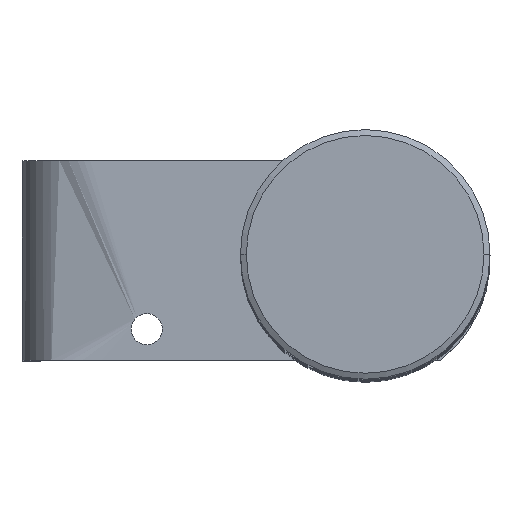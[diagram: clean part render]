
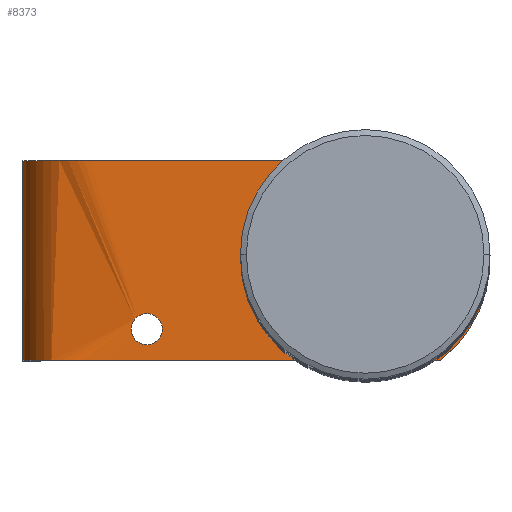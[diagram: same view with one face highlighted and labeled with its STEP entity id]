
A CAD part, top view. The second image highlights one B-rep face of the part: STEP entity #8373.
In plain terms, the highlighted free-form (B-spline) face has degree [1, 2] with [2, 9] control points.
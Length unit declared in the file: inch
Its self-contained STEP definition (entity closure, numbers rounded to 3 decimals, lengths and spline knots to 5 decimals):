
#49 = CARTESIAN_POINT ( 'NONE',  ( 2.79528, 0.62992, 1.9685 ) ) ;
#284 = DIRECTION ( 'NONE',  ( -1., 0., 0. ) ) ;
#559 = CARTESIAN_POINT ( 'NONE',  ( 2.96876, 0.62992, 1.9685 ) ) ;
#655 = CIRCLE ( 'NONE', #8476, 0.44291 ) ;
#676 = VERTEX_POINT ( 'NONE', #5851 ) ;
#762 = CARTESIAN_POINT ( 'NONE',  ( 0., -0.62992, 1.9685 ) ) ;
#835 = EDGE_LOOP ( 'NONE', ( #6507, #6085 ) ) ;
#942 = LINE ( 'NONE', #6109, #4937 ) ;
#1012 = ORIENTED_EDGE ( 'NONE', *, *, #4471, .F. ) ;
#1055 = CARTESIAN_POINT ( 'NONE',  ( 0.43307, 0.62992, 1.9685 ) ) ;
#1212 = CARTESIAN_POINT ( 'NONE',  ( 2.6378, 0.62992, 1.9685 ) ) ;
#1242 = CARTESIAN_POINT ( 'NONE',  ( 0.43307, -0.62992, 1.9685 ) ) ;
#1245 = CARTESIAN_POINT ( 'NONE',  ( 0., -0.62992, 1.53543 ) ) ;
#1287 = DIRECTION ( 'NONE',  ( 0., 0., -1. ) ) ;
#1392 = CARTESIAN_POINT ( 'NONE',  ( 0., -0.62992, 1.53543 ) ) ;
#1644 = DIRECTION ( 'NONE',  ( 0., 0., -1. ) ) ;
#1768 = CARTESIAN_POINT ( 'NONE',  ( 2.6378, 0.62992, 1.9685 ) ) ;
#1829 = AXIS2_PLACEMENT_3D ( 'NONE', #7320, #5953, #284 ) ;
#1844 = CARTESIAN_POINT ( 'NONE',  ( 2.60827, 0., 1.9685 ) ) ;
#1900 = EDGE_LOOP ( 'NONE', ( #4431, #2435 ) ) ;
#1924 = EDGE_CURVE ( 'NONE', #676, #4255, #7102, .T. ) ;
#1992 = CARTESIAN_POINT ( 'NONE',  ( 2.6378, -0.62992, 1.9685 ) ) ;
#2210 = EDGE_CURVE ( 'NONE', #5214, #3757, #2596, .T. ) ;
#2256 = FACE_OUTER_BOUND ( 'NONE', #7111, .T. ) ;
#2333 = VERTEX_POINT ( 'NONE', #3324 ) ;
#2435 = ORIENTED_EDGE ( 'NONE', *, *, #8566, .T. ) ;
#2477 = CARTESIAN_POINT ( 'NONE',  ( 0., 0.62992, 1.53543 ) ) ;
#2596 = CIRCLE ( 'NONE', #5899, 0.44291 ) ;
#2604 = DIRECTION ( 'NONE',  ( 0., 0., -1. ) ) ;
#2713 = DIRECTION ( 'NONE',  ( -1., 0., 0. ) ) ;
#2969 =( BOUNDED_CURVE ( )  B_SPLINE_CURVE ( 2, ( #4587, #5289, #1055, #6011, #1768 ),
 .UNSPECIFIED., .F., .F. ) 
 B_SPLINE_CURVE_WITH_KNOTS ( ( 3, 2, 3 ),
 ( 0., 0.01734, 0.07353 ),
 .UNSPECIFIED. ) 
 CURVE ( )  GEOMETRIC_REPRESENTATION_ITEM ( )  RATIONAL_B_SPLINE_CURVE ( ( 1., 0.707, 1., 1., 1. ) ) 
 REPRESENTATION_ITEM ( '' )  );
#3137 = CARTESIAN_POINT ( 'NONE',  ( 2.6378, -0.62992, 1.9685 ) ) ;
#3208 = EDGE_CURVE ( 'NONE', #6390, #3331, #942, .T. ) ;
#3269 = DIRECTION ( 'NONE',  ( 0., 1., 0. ) ) ;
#3291 = CARTESIAN_POINT ( 'NONE',  ( 0., -0.62992, 1.9685 ) ) ;
#3324 = CARTESIAN_POINT ( 'NONE',  ( 2.6378, 0.62992, 1.9685 ) ) ;
#3331 = VERTEX_POINT ( 'NONE', #5473 ) ;
#3358 = CARTESIAN_POINT ( 'NONE',  ( 2.6378, -0.62992, 1.9685 ) ) ;
#3359 = FACE_BOUND ( 'NONE', #1900, .T. ) ;
#3361 = CARTESIAN_POINT ( 'NONE',  ( 1.53543, -0.62992, 1.9685 ) ) ;
#3365 = AXIS2_PLACEMENT_3D ( 'NONE', #4918, #1287, #2713 ) ;
#3576 = CARTESIAN_POINT ( 'NONE',  ( 2.95276, -0.62992, 1.9685 ) ) ;
#3609 = CARTESIAN_POINT ( 'NONE',  ( 0., -0.62992, 1.53543 ) ) ;
#3757 = VERTEX_POINT ( 'NONE', #1844 ) ;
#4033 = CARTESIAN_POINT ( 'NONE',  ( 0.43307, 0.62992, 1.9685 ) ) ;
#4090 = CARTESIAN_POINT ( 'NONE',  ( 1.53543, -0.62992, 1.9685 ) ) ;
#4255 = VERTEX_POINT ( 'NONE', #8195 ) ;
#4431 = ORIENTED_EDGE ( 'NONE', *, *, #1924, .T. ) ;
#4471 = EDGE_CURVE ( 'NONE', #7398, #6390, #5079, .T. ) ;
#4587 = CARTESIAN_POINT ( 'NONE',  ( 0., 0.62992, 1.53543 ) ) ;
#4738 = CARTESIAN_POINT ( 'NONE',  ( 2.95276, 0.62992, 1.9685 ) ) ;
#4854 = ORIENTED_EDGE ( 'NONE', *, *, #3208, .F. ) ;
#4918 = CARTESIAN_POINT ( 'NONE',  ( 2.16535, 0., 1.9685 ) ) ;
#4937 = VECTOR ( 'NONE', #3269, 39.37008 ) ;
#5079 =( BOUNDED_CURVE ( )  B_SPLINE_CURVE ( 2, ( #1992, #3361, #8964, #3291, #1245 ),
 .UNSPECIFIED., .F., .F. ) 
 B_SPLINE_CURVE_WITH_KNOTS ( ( 3, 2, 3 ),
 ( 0., 0.05581, 0.07303 ),
 .UNSPECIFIED. ) 
 CURVE ( )  GEOMETRIC_REPRESENTATION_ITEM ( )  RATIONAL_B_SPLINE_CURVE ( ( 1., 1., 1., 0.707, 1. ) ) 
 REPRESENTATION_ITEM ( '' )  );
#5099 = ORIENTED_EDGE ( 'NONE', *, *, #8698, .F. ) ;
#5182 = CARTESIAN_POINT ( 'NONE',  ( 0.7874, -0.43307, 1.9685 ) ) ;
#5183 = EDGE_CURVE ( 'NONE', #2333, #7398, #7640, .T. ) ;
#5211 = DIRECTION ( 'NONE',  ( -1., 0., 0. ) ) ;
#5214 = VERTEX_POINT ( 'NONE', #5595 ) ;
#5259 = DIRECTION ( 'NONE',  ( -1., 0., 0. ) ) ;
#5289 = CARTESIAN_POINT ( 'NONE',  ( 0., 0.62992, 1.9685 ) ) ;
#5454 = EDGE_CURVE ( 'NONE', #3757, #5214, #655, .T. ) ;
#5473 = CARTESIAN_POINT ( 'NONE',  ( 0., 0.62992, 1.53543 ) ) ;
#5479 = CARTESIAN_POINT ( 'NONE',  ( 2.79528, -0.62992, 1.9685 ) ) ;
#5595 = CARTESIAN_POINT ( 'NONE',  ( 1.72244, 0., 1.9685 ) ) ;
#5645 = AXIS2_PLACEMENT_3D ( 'NONE', #5182, #7375, #5259 ) ;
#5851 = CARTESIAN_POINT ( 'NONE',  ( 0.68898, -0.43307, 1.9685 ) ) ;
#5899 = AXIS2_PLACEMENT_3D ( 'NONE', #6022, #2604, #9001 ) ;
#5953 = DIRECTION ( 'NONE',  ( 0., 0., -1. ) ) ;
#6011 = CARTESIAN_POINT ( 'NONE',  ( 1.53543, 0.62992, 1.9685 ) ) ;
#6022 = CARTESIAN_POINT ( 'NONE',  ( 2.16535, 0., 1.9685 ) ) ;
#6085 = ORIENTED_EDGE ( 'NONE', *, *, #5454, .T. ) ;
#6109 = CARTESIAN_POINT ( 'NONE',  ( 0., 0.62992, 1.53543 ) ) ;
#6189 = CARTESIAN_POINT ( 'NONE',  ( 2.98476, -0.62992, 1.9685 ) ) ;
#6248 =( BOUNDED_SURFACE ( )  B_SPLINE_SURFACE ( 1, 2, ( 
 ( #2477, #7524, #4033, #8994, #1212, #49, #4738, #559, #8542 ),
 ( #3609, #762, #1242, #4090, #3358, #5479, #3576, #6867, #6189 ) ),
 .UNSPECIFIED., .F., .F., .F. ) 
 B_SPLINE_SURFACE_WITH_KNOTS ( ( 2, 2 ),
 ( 3, 2, 2, 2, 3 ),
 ( 0., 32. ),
 ( -17.27876, 0., 56., 64., 64.81279 ),
 .UNSPECIFIED. ) 
 GEOMETRIC_REPRESENTATION_ITEM ( )  RATIONAL_B_SPLINE_SURFACE ( (
 ( 1., 0.707, 1., 1., 1., 1., 1., 1., 1.),
 ( 1., 0.707, 1., 1., 1., 1., 1., 1., 1.) ) ) 
 REPRESENTATION_ITEM ( '' )  SURFACE ( )  );
#6390 = VERTEX_POINT ( 'NONE', #1392 ) ;
#6507 = ORIENTED_EDGE ( 'NONE', *, *, #2210, .T. ) ;
#6867 = CARTESIAN_POINT ( 'NONE',  ( 2.96876, -0.62992, 1.9685 ) ) ;
#7102 = CIRCLE ( 'NONE', #1829, 0.09843 ) ;
#7111 = EDGE_LOOP ( 'NONE', ( #7515, #5099, #4854, #1012 ) ) ;
#7320 = CARTESIAN_POINT ( 'NONE',  ( 0.7874, -0.43307, 1.9685 ) ) ;
#7375 = DIRECTION ( 'NONE',  ( 0., 0., -1. ) ) ;
#7398 = VERTEX_POINT ( 'NONE', #3137 ) ;
#7515 = ORIENTED_EDGE ( 'NONE', *, *, #5183, .F. ) ;
#7524 = CARTESIAN_POINT ( 'NONE',  ( 0., 0.62992, 1.9685 ) ) ;
#7640 = CIRCLE ( 'NONE', #3365, 0.7874 ) ;
#7682 = FACE_BOUND ( 'NONE', #835, .T. ) ;
#8110 = CIRCLE ( 'NONE', #5645, 0.09843 ) ;
#8195 = CARTESIAN_POINT ( 'NONE',  ( 0.88583, -0.43307, 1.9685 ) ) ;
#8373 = ADVANCED_FACE ( 'NONE', ( #2256, #3359, #7682 ), #6248, .T. ) ;
#8476 = AXIS2_PLACEMENT_3D ( 'NONE', #8706, #1644, #5211 ) ;
#8542 = CARTESIAN_POINT ( 'NONE',  ( 2.98476, 0.62992, 1.9685 ) ) ;
#8566 = EDGE_CURVE ( 'NONE', #4255, #676, #8110, .T. ) ;
#8698 = EDGE_CURVE ( 'NONE', #3331, #2333, #2969, .T. ) ;
#8706 = CARTESIAN_POINT ( 'NONE',  ( 2.16535, 0., 1.9685 ) ) ;
#8964 = CARTESIAN_POINT ( 'NONE',  ( 0.43307, -0.62992, 1.9685 ) ) ;
#8994 = CARTESIAN_POINT ( 'NONE',  ( 1.53543, 0.62992, 1.9685 ) ) ;
#9001 = DIRECTION ( 'NONE',  ( -1., 0., 0. ) ) ;
